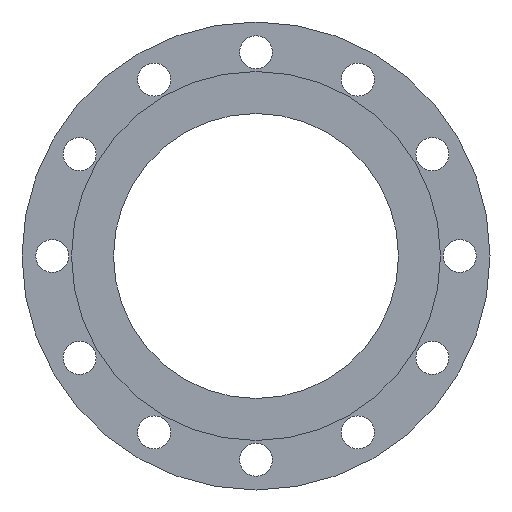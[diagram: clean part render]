
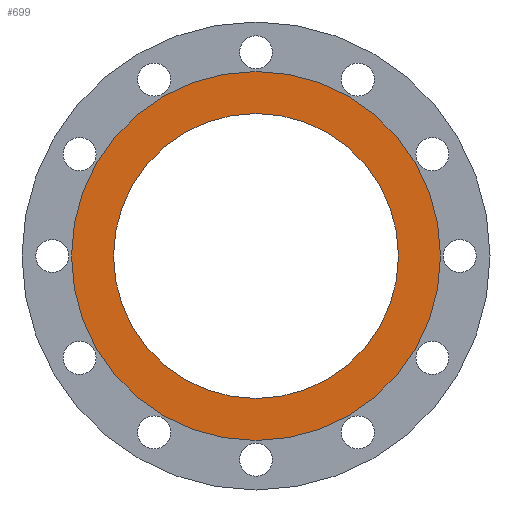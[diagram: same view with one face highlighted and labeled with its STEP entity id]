
A CAD part, front view. The second image highlights one B-rep face of the part: STEP entity #699.
In plain terms, the highlighted planar face has unit normal (0, -1, 0).
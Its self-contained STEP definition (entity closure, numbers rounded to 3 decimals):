
#11 = CIRCLE ( 'NONE', #797, 129.4 ) ;
#13 = CARTESIAN_POINT ( 'NONE',  ( 0., 0., 167.5 ) ) ;
#65 = EDGE_CURVE ( 'NONE', #262, #1308, #1184, .T. ) ;
#81 = CARTESIAN_POINT ( 'NONE',  ( 0., 0., -129.4 ) ) ;
#192 = FACE_OUTER_BOUND ( 'NONE', #237, .T. ) ;
#221 = CARTESIAN_POINT ( 'NONE',  ( 0., 0., 0. ) ) ;
#237 = EDGE_LOOP ( 'NONE', ( #1232, #1215 ) ) ;
#262 = VERTEX_POINT ( 'NONE', #1313 ) ;
#313 = DIRECTION ( 'NONE',  ( 0., 1., 0. ) ) ;
#320 = EDGE_CURVE ( 'NONE', #1308, #262, #1011, .T. ) ;
#367 = CARTESIAN_POINT ( 'NONE',  ( 0., 0., 0. ) ) ;
#406 = DIRECTION ( 'NONE',  ( 0., 0., 1. ) ) ;
#410 = AXIS2_PLACEMENT_3D ( 'NONE', #935, #721, #406 ) ;
#436 = EDGE_CURVE ( 'NONE', #606, #680, #11, .T. ) ;
#468 = ORIENTED_EDGE ( 'NONE', *, *, #436, .T. ) ;
#470 = DIRECTION ( 'NONE',  ( 0., 1., 0. ) ) ;
#497 = FACE_BOUND ( 'NONE', #980, .T. ) ;
#541 = AXIS2_PLACEMENT_3D ( 'NONE', #919, #621, #1056 ) ;
#587 = CARTESIAN_POINT ( 'NONE',  ( 0., 0., 0. ) ) ;
#606 = VERTEX_POINT ( 'NONE', #841 ) ;
#621 = DIRECTION ( 'NONE',  ( 0., -1., 0. ) ) ;
#676 = DIRECTION ( 'NONE',  ( 0., 1., 0. ) ) ;
#680 = VERTEX_POINT ( 'NONE', #81 ) ;
#684 = DIRECTION ( 'NONE',  ( 0., 0., 1. ) ) ;
#699 = ADVANCED_FACE ( 'NONE', ( #497, #192 ), #811, .T. ) ;
#721 = DIRECTION ( 'NONE',  ( 0., 1., 0. ) ) ;
#739 = DIRECTION ( 'NONE',  ( 0., 0., 1. ) ) ;
#744 = CIRCLE ( 'NONE', #1112, 129.4 ) ;
#797 = AXIS2_PLACEMENT_3D ( 'NONE', #587, #676, #684 ) ;
#811 = PLANE ( 'NONE',  #541 ) ;
#841 = CARTESIAN_POINT ( 'NONE',  ( 0., 0., 129.4 ) ) ;
#854 = ORIENTED_EDGE ( 'NONE', *, *, #927, .T. ) ;
#919 = CARTESIAN_POINT ( 'NONE',  ( 0., 0., 129.4 ) ) ;
#927 = EDGE_CURVE ( 'NONE', #680, #606, #744, .T. ) ;
#935 = CARTESIAN_POINT ( 'NONE',  ( 0., 0., 0. ) ) ;
#942 = AXIS2_PLACEMENT_3D ( 'NONE', #221, #313, #739 ) ;
#980 = EDGE_LOOP ( 'NONE', ( #468, #854 ) ) ;
#1011 = CIRCLE ( 'NONE', #942, 167.5 ) ;
#1013 = DIRECTION ( 'NONE',  ( 0., 0., 1. ) ) ;
#1056 = DIRECTION ( 'NONE',  ( 0., 0., -1. ) ) ;
#1112 = AXIS2_PLACEMENT_3D ( 'NONE', #367, #470, #1013 ) ;
#1184 = CIRCLE ( 'NONE', #410, 167.5 ) ;
#1215 = ORIENTED_EDGE ( 'NONE', *, *, #65, .F. ) ;
#1232 = ORIENTED_EDGE ( 'NONE', *, *, #320, .F. ) ;
#1308 = VERTEX_POINT ( 'NONE', #13 ) ;
#1313 = CARTESIAN_POINT ( 'NONE',  ( 0., 0., -167.5 ) ) ;
